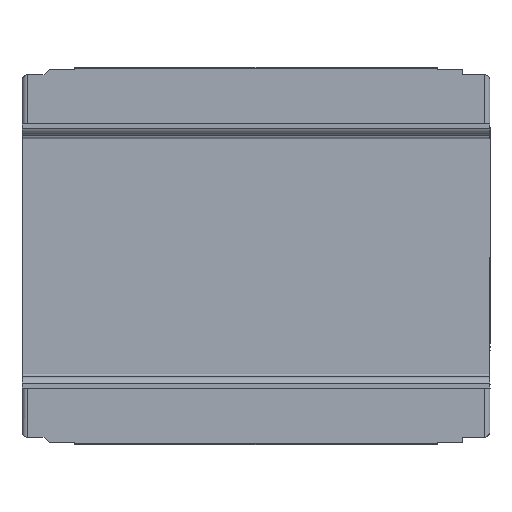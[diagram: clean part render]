
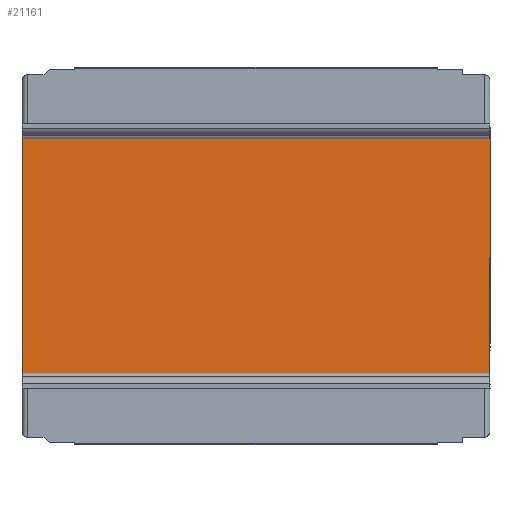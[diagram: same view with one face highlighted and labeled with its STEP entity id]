
A CAD part, front view. The second image highlights one B-rep face of the part: STEP entity #21161.
In plain terms, the highlighted planar face has unit normal (0, -1, 0).
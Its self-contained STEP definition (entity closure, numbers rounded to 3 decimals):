
#835 = DIRECTION ( 'NONE',  ( 0., 0., 1. ) ) ;
#836 = DIRECTION ( 'NONE',  ( 0., 1., 0. ) ) ;
#837 = CARTESIAN_POINT ( 'NONE',  ( -45.5, 9.5, 11.5 ) ) ;
#838 = AXIS2_PLACEMENT_3D ( 'NONE', #837, #836, #835 ) ;
#839 = PLANE ( 'NONE',  #838 ) ;
#840 = FACE_OUTER_BOUND ( 'NONE', #21162, .T. ) ;
#869 = LINE ( 'NONE', #930, #929 ) ;
#918 = DIRECTION ( 'NONE',  ( 0., 0., -1. ) ) ;
#919 = VECTOR ( 'NONE', #918, 1000. ) ;
#920 = CARTESIAN_POINT ( 'NONE',  ( -87.2, 9.5, -21. ) ) ;
#921 = LINE ( 'NONE', #920, #919 ) ;
#922 = CARTESIAN_POINT ( 'NONE',  ( -87.2, 9.5, 20.369 ) ) ;
#923 = DIRECTION ( 'NONE',  ( 1., 0., 0. ) ) ;
#924 = VECTOR ( 'NONE', #923, 1000. ) ;
#925 = CARTESIAN_POINT ( 'NONE',  ( -87.2, 9.5, 20.369 ) ) ;
#926 = LINE ( 'NONE', #925, #924 ) ;
#927 = CARTESIAN_POINT ( 'NONE',  ( -12.8, 9.5, 20.369 ) ) ;
#928 = DIRECTION ( 'NONE',  ( 0., 0., 1. ) ) ;
#929 = VECTOR ( 'NONE', #928, 1000. ) ;
#930 = CARTESIAN_POINT ( 'NONE',  ( -12.8, 9.5, -21. ) ) ;
#2516 = DIRECTION ( 'NONE',  ( 1., 0., 0. ) ) ;
#2517 = VECTOR ( 'NONE', #2516, 1000. ) ;
#2518 = CARTESIAN_POINT ( 'NONE',  ( -87.2, 9.5, -20.369 ) ) ;
#2519 = LINE ( 'NONE', #2518, #2517 ) ;
#2520 = CARTESIAN_POINT ( 'NONE',  ( -12.8, 9.5, -20.369 ) ) ;
#2633 = CARTESIAN_POINT ( 'NONE',  ( -87.2, 9.5, -20.369 ) ) ;
#21161 = ADVANCED_FACE ( 'NONE', ( #840 ), #839, .F. ) ;
#21162 = EDGE_LOOP ( 'NONE', ( #21163, #21180, #21183, #21185 ) ) ;
#21163 = ORIENTED_EDGE ( 'NONE', *, *, #21178, .T. ) ;
#21178 = EDGE_CURVE ( 'NONE', #21702, #21179, #869, .T. ) ;
#21179 = VERTEX_POINT ( 'NONE', #927 ) ;
#21180 = ORIENTED_EDGE ( 'NONE', *, *, #21181, .F. ) ;
#21181 = EDGE_CURVE ( 'NONE', #21182, #21179, #926, .T. ) ;
#21182 = VERTEX_POINT ( 'NONE', #922 ) ;
#21183 = ORIENTED_EDGE ( 'NONE', *, *, #21184, .T. ) ;
#21184 = EDGE_CURVE ( 'NONE', #21182, #21778, #921, .T. ) ;
#21185 = ORIENTED_EDGE ( 'NONE', *, *, #21704, .T. ) ;
#21702 = VERTEX_POINT ( 'NONE', #2520 ) ;
#21704 = EDGE_CURVE ( 'NONE', #21778, #21702, #2519, .T. ) ;
#21778 = VERTEX_POINT ( 'NONE', #2633 ) ;
